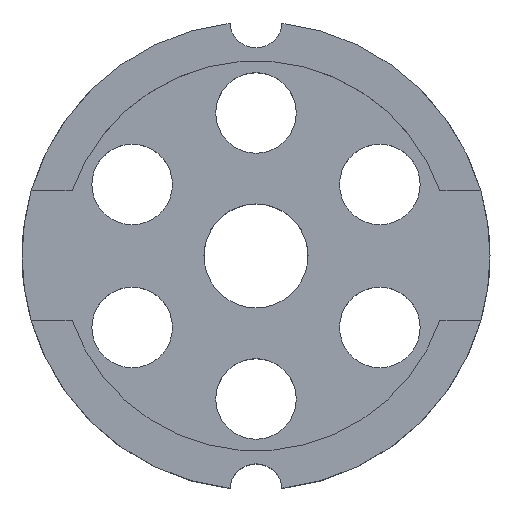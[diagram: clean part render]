
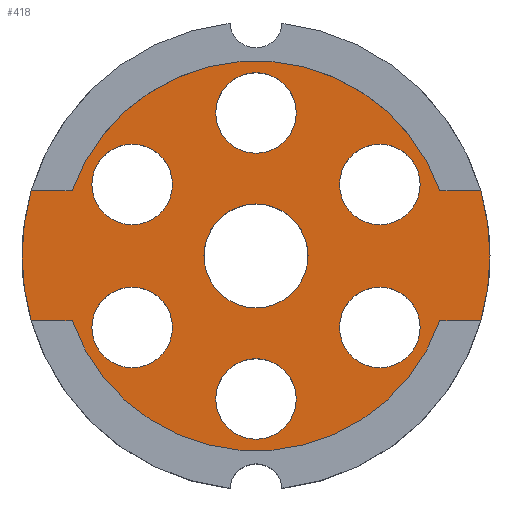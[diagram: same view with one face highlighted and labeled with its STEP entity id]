
A CAD part, top view. The second image highlights one B-rep face of the part: STEP entity #418.
In plain terms, the highlighted planar face has unit normal (0, 0, 1).
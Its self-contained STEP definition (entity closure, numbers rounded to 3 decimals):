
#15=FACE_BOUND('',#113,.T.);
#16=FACE_BOUND('',#114,.T.);
#17=FACE_BOUND('',#115,.T.);
#18=FACE_BOUND('',#116,.T.);
#19=FACE_BOUND('',#117,.T.);
#20=FACE_BOUND('',#118,.T.);
#21=FACE_BOUND('',#119,.T.);
#29=CIRCLE('',#444,7.5);
#35=CIRCLE('',#453,7.5);
#41=CIRCLE('',#461,9.);
#43=CIRCLE('',#465,9.);
#45=CIRCLE('',#469,1.55);
#47=CIRCLE('',#472,2.);
#49=CIRCLE('',#475,1.55);
#51=CIRCLE('',#478,1.55);
#53=CIRCLE('',#481,1.55);
#55=CIRCLE('',#484,1.55);
#57=CIRCLE('',#487,1.55);
#91=FACE_OUTER_BOUND('',#112,.T.);
#112=EDGE_LOOP('',(#365,#366,#367,#368,#369,#370,#371,#372));
#113=EDGE_LOOP('',(#373));
#114=EDGE_LOOP('',(#374));
#115=EDGE_LOOP('',(#375));
#116=EDGE_LOOP('',(#376));
#117=EDGE_LOOP('',(#377));
#118=EDGE_LOOP('',(#378));
#119=EDGE_LOOP('',(#379));
#128=LINE('',#626,#155);
#132=LINE('',#635,#159);
#136=LINE('',#644,#163);
#146=LINE('',#688,#173);
#155=VECTOR('',#495,10.);
#159=VECTOR('',#501,10.);
#163=VECTOR('',#507,10.);
#173=VECTOR('',#557,10.);
#182=VERTEX_POINT('',#624);
#183=VERTEX_POINT('',#625);
#186=VERTEX_POINT('',#633);
#187=VERTEX_POINT('',#634);
#190=VERTEX_POINT('',#642);
#191=VERTEX_POINT('',#643);
#198=VERTEX_POINT('',#666);
#205=VERTEX_POINT('',#684);
#206=VERTEX_POINT('',#696);
#208=VERTEX_POINT('',#702);
#210=VERTEX_POINT('',#708);
#212=VERTEX_POINT('',#714);
#214=VERTEX_POINT('',#720);
#216=VERTEX_POINT('',#726);
#218=VERTEX_POINT('',#732);
#220=EDGE_CURVE('',#182,#183,#128,.T.);
#224=EDGE_CURVE('',#186,#187,#132,.T.);
#228=EDGE_CURVE('',#190,#191,#136,.T.);
#232=EDGE_CURVE('',#190,#183,#29,.T.);
#240=EDGE_CURVE('',#198,#187,#35,.T.);
#250=EDGE_CURVE('',#182,#205,#41,.T.);
#251=EDGE_CURVE('',#198,#205,#146,.T.);
#254=EDGE_CURVE('',#186,#191,#43,.T.);
#256=EDGE_CURVE('',#206,#206,#45,.T.);
#259=EDGE_CURVE('',#208,#208,#47,.T.);
#262=EDGE_CURVE('',#210,#210,#49,.T.);
#265=EDGE_CURVE('',#212,#212,#51,.T.);
#268=EDGE_CURVE('',#214,#214,#53,.T.);
#271=EDGE_CURVE('',#216,#216,#55,.T.);
#274=EDGE_CURVE('',#218,#218,#57,.T.);
#365=ORIENTED_EDGE('',*,*,#240,.T.);
#366=ORIENTED_EDGE('',*,*,#224,.F.);
#367=ORIENTED_EDGE('',*,*,#254,.T.);
#368=ORIENTED_EDGE('',*,*,#228,.F.);
#369=ORIENTED_EDGE('',*,*,#232,.T.);
#370=ORIENTED_EDGE('',*,*,#220,.F.);
#371=ORIENTED_EDGE('',*,*,#250,.T.);
#372=ORIENTED_EDGE('',*,*,#251,.F.);
#373=ORIENTED_EDGE('',*,*,#274,.T.);
#374=ORIENTED_EDGE('',*,*,#271,.T.);
#375=ORIENTED_EDGE('',*,*,#268,.T.);
#376=ORIENTED_EDGE('',*,*,#265,.T.);
#377=ORIENTED_EDGE('',*,*,#262,.T.);
#378=ORIENTED_EDGE('',*,*,#259,.T.);
#379=ORIENTED_EDGE('',*,*,#256,.T.);
#397=PLANE('',#489);
#418=ADVANCED_FACE('',(#91,#15,#16,#17,#18,#19,#20,#21),#397,.T.);
#444=AXIS2_PLACEMENT_3D('',#651,#513,#514);
#453=AXIS2_PLACEMENT_3D('',#667,#533,#534);
#461=AXIS2_PLACEMENT_3D('',#686,#553,#554);
#465=AXIS2_PLACEMENT_3D('',#692,#563,#564);
#469=AXIS2_PLACEMENT_3D('',#697,#571,#572);
#472=AXIS2_PLACEMENT_3D('',#703,#578,#579);
#475=AXIS2_PLACEMENT_3D('',#709,#585,#586);
#478=AXIS2_PLACEMENT_3D('',#715,#592,#593);
#481=AXIS2_PLACEMENT_3D('',#721,#599,#600);
#484=AXIS2_PLACEMENT_3D('',#727,#606,#607);
#487=AXIS2_PLACEMENT_3D('',#733,#613,#614);
#489=AXIS2_PLACEMENT_3D('',#737,#618,#619);
#495=DIRECTION('',(-1.,0.,0.));
#501=DIRECTION('',(1.,0.,0.));
#507=DIRECTION('',(-1.,0.,0.));
#513=DIRECTION('center_axis',(0.,0.,1.));
#514=DIRECTION('ref_axis',(1.,0.,0.));
#533=DIRECTION('center_axis',(0.,0.,1.));
#534=DIRECTION('ref_axis',(1.,0.,0.));
#553=DIRECTION('center_axis',(0.,0.,1.));
#554=DIRECTION('ref_axis',(0.111,-0.994,0.));
#557=DIRECTION('',(1.,0.,0.));
#563=DIRECTION('center_axis',(0.,0.,1.));
#564=DIRECTION('ref_axis',(-0.961,0.278,0.));
#571=DIRECTION('center_axis',(0.,0.,-1.));
#572=DIRECTION('ref_axis',(-1.,0.,0.));
#578=DIRECTION('center_axis',(0.,0.,-1.));
#579=DIRECTION('ref_axis',(-1.,0.,0.));
#585=DIRECTION('center_axis',(0.,0.,-1.));
#586=DIRECTION('ref_axis',(-1.,0.,0.));
#592=DIRECTION('center_axis',(0.,0.,-1.));
#593=DIRECTION('ref_axis',(-1.,0.,0.));
#599=DIRECTION('center_axis',(0.,0.,-1.));
#600=DIRECTION('ref_axis',(-1.,0.,0.));
#606=DIRECTION('center_axis',(0.,0.,-1.));
#607=DIRECTION('ref_axis',(-1.,0.,0.));
#613=DIRECTION('center_axis',(0.,0.,-1.));
#614=DIRECTION('ref_axis',(-1.,0.,0.));
#618=DIRECTION('center_axis',(0.,0.,1.));
#619=DIRECTION('ref_axis',(1.,0.,0.));
#624=CARTESIAN_POINT('',(8.646,-2.5,5.));
#625=CARTESIAN_POINT('',(7.071,-2.5,5.));
#626=CARTESIAN_POINT('',(8.341,-2.5,5.));
#633=CARTESIAN_POINT('',(-8.646,2.5,5.));
#634=CARTESIAN_POINT('',(-7.071,2.5,5.));
#635=CARTESIAN_POINT('',(-8.341,2.5,5.));
#642=CARTESIAN_POINT('',(-7.071,-2.5,5.));
#643=CARTESIAN_POINT('',(-8.646,-2.5,5.));
#644=CARTESIAN_POINT('',(-7.553,-2.5,5.));
#651=CARTESIAN_POINT('Origin',(0.,0.,5.));
#666=CARTESIAN_POINT('',(7.071,2.5,5.));
#667=CARTESIAN_POINT('Origin',(0.,0.,5.));
#684=CARTESIAN_POINT('',(8.646,2.5,5.));
#686=CARTESIAN_POINT('Origin',(0.,0.,5.));
#688=CARTESIAN_POINT('',(7.553,2.5,5.));
#692=CARTESIAN_POINT('Origin',(0.,0.,5.));
#696=CARTESIAN_POINT('',(1.55,5.5,5.));
#697=CARTESIAN_POINT('Origin',(0.,5.5,5.));
#702=CARTESIAN_POINT('',(2.,0.,5.));
#703=CARTESIAN_POINT('Origin',(0.,0.,5.));
#708=CARTESIAN_POINT('',(-3.213,2.75,5.));
#709=CARTESIAN_POINT('Origin',(-4.763,2.75,5.));
#714=CARTESIAN_POINT('',(-3.213,-2.75,5.));
#715=CARTESIAN_POINT('Origin',(-4.763,-2.75,5.));
#720=CARTESIAN_POINT('',(1.55,-5.5,5.));
#721=CARTESIAN_POINT('Origin',(0.,-5.5,5.));
#726=CARTESIAN_POINT('',(6.313,-2.75,5.));
#727=CARTESIAN_POINT('Origin',(4.763,-2.75,5.));
#732=CARTESIAN_POINT('',(6.313,2.75,5.));
#733=CARTESIAN_POINT('Origin',(4.763,2.75,5.));
#737=CARTESIAN_POINT('Origin',(0.,0.,5.));
